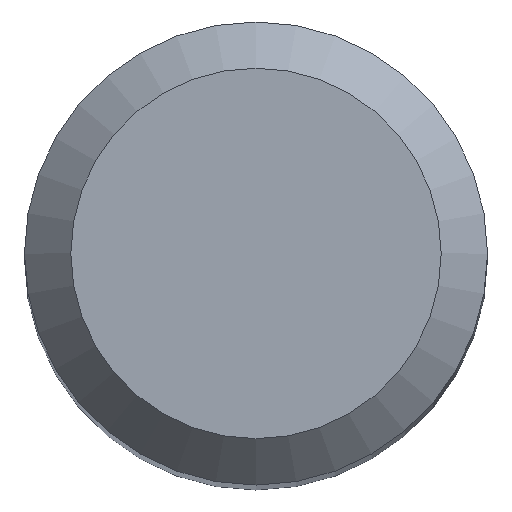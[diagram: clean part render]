
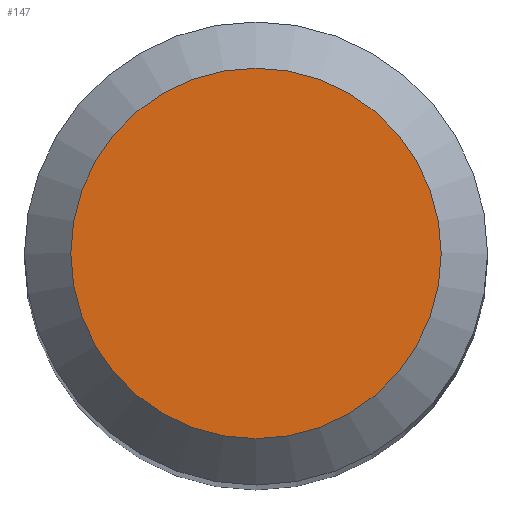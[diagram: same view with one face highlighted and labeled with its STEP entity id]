
A CAD part, top view. The second image highlights one B-rep face of the part: STEP entity #147.
In plain terms, the highlighted planar face has unit normal (0, 0, 1).
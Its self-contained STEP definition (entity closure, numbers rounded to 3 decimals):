
#2 = ORIENTED_EDGE ( 'NONE', *, *, #223, .F. ) ;
#15 = CARTESIAN_POINT ( 'NONE',  ( 0., 0., 50. ) ) ;
#18 = DIRECTION ( 'NONE',  ( 0., 1., 0. ) ) ;
#23 = CARTESIAN_POINT ( 'NONE',  ( 0., 2.4, 50. ) ) ;
#62 = VERTEX_POINT ( 'NONE', #23 ) ;
#82 = AXIS2_PLACEMENT_3D ( 'NONE', #181, #196, #200 ) ;
#84 = AXIS2_PLACEMENT_3D ( 'NONE', #15, #163, #18 ) ;
#144 = EDGE_LOOP ( 'NONE', ( #2 ) ) ;
#147 = ADVANCED_FACE ( 'NONE', ( #241 ), #219, .F. ) ;
#163 = DIRECTION ( 'NONE',  ( 0., 0., -1. ) ) ;
#181 = CARTESIAN_POINT ( 'NONE',  ( 0., 0., 50. ) ) ;
#191 = CIRCLE ( 'NONE', #84, 2.4 ) ;
#196 = DIRECTION ( 'NONE',  ( 0., 0., -1. ) ) ;
#200 = DIRECTION ( 'NONE',  ( 0., 1., 0. ) ) ;
#219 = PLANE ( 'NONE',  #82 ) ;
#223 = EDGE_CURVE ( 'NONE', #62, #62, #191, .T. ) ;
#241 = FACE_OUTER_BOUND ( 'NONE', #144, .T. ) ;
